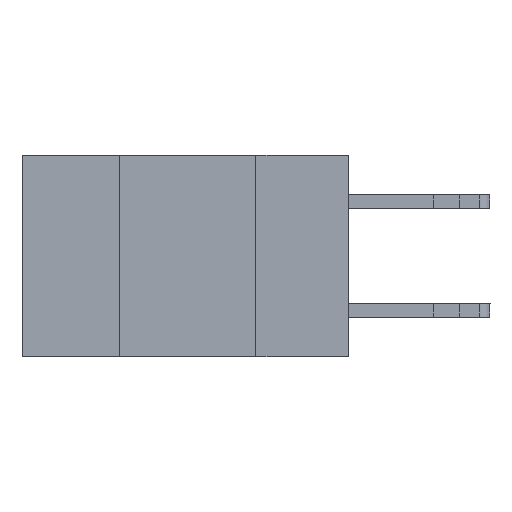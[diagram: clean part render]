
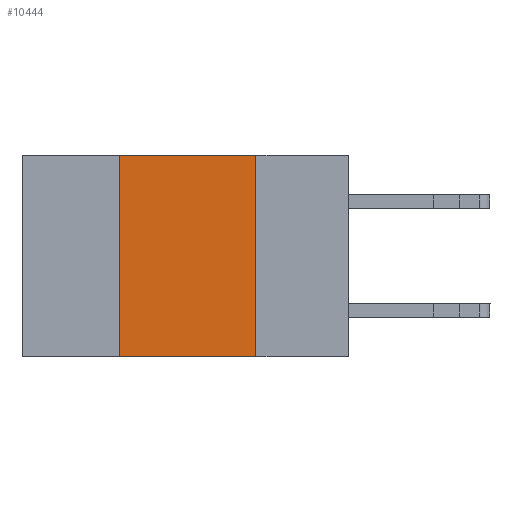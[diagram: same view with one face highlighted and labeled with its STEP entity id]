
A CAD part, left-side view. The second image highlights one B-rep face of the part: STEP entity #10444.
In plain terms, the highlighted planar face has unit normal (-1, 0, 0).
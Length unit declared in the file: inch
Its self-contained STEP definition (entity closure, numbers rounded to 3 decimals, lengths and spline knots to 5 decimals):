
#73 = ORIENTED_EDGE ( 'NONE', *, *, #10046, .F. ) ;
#1052 = ORIENTED_EDGE ( 'NONE', *, *, #17638, .F. ) ;
#1082 = FACE_OUTER_BOUND ( 'NONE', #6349, .T. ) ;
#1364 = CARTESIAN_POINT ( 'NONE',  ( 0., 0.6, 0. ) ) ;
#1658 = VERTEX_POINT ( 'NONE', #14491 ) ;
#1950 = VECTOR ( 'NONE', #6735, 39.37008 ) ;
#2015 = CARTESIAN_POINT ( 'NONE',  ( 0., 0.17, -0.37 ) ) ;
#2839 = PLANE ( 'NONE',  #11968 ) ;
#3573 = CARTESIAN_POINT ( 'NONE',  ( 0., 0.42, -0.37 ) ) ;
#4317 = VERTEX_POINT ( 'NONE', #10137 ) ;
#4924 = ORIENTED_EDGE ( 'NONE', *, *, #11369, .T. ) ;
#5757 = CARTESIAN_POINT ( 'NONE',  ( 0., 0.42, 0. ) ) ;
#5924 = EDGE_CURVE ( 'NONE', #14349, #1658, #9509, .T. ) ;
#6349 = EDGE_LOOP ( 'NONE', ( #73, #15239, #1052, #4924 ) ) ;
#6605 = CARTESIAN_POINT ( 'NONE',  ( 0., 0.6, 0. ) ) ;
#6735 = DIRECTION ( 'NONE',  ( 0., -1., 0. ) ) ;
#7143 = DIRECTION ( 'NONE',  ( 0., 0., -1. ) ) ;
#8205 = LINE ( 'NONE', #3573, #16098 ) ;
#8833 = VERTEX_POINT ( 'NONE', #2015 ) ;
#9136 = DIRECTION ( 'NONE',  ( 0., -1., 0. ) ) ;
#9509 = LINE ( 'NONE', #6605, #1950 ) ;
#9731 = VECTOR ( 'NONE', #9136, 39.37008 ) ;
#10046 = EDGE_CURVE ( 'NONE', #1658, #8833, #11588, .T. ) ;
#10137 = CARTESIAN_POINT ( 'NONE',  ( 0., 0.42, -0.37 ) ) ;
#10444 = ADVANCED_FACE ( 'NONE', ( #1082 ), #2839, .F. ) ;
#11149 = VECTOR ( 'NONE', #14730, 39.37008 ) ;
#11369 = EDGE_CURVE ( 'NONE', #4317, #8833, #17161, .T. ) ;
#11588 = LINE ( 'NONE', #17480, #11149 ) ;
#11968 = AXIS2_PLACEMENT_3D ( 'NONE', #1364, #15535, #7143 ) ;
#13428 = DIRECTION ( 'NONE',  ( 0., 0., 1. ) ) ;
#14349 = VERTEX_POINT ( 'NONE', #5757 ) ;
#14491 = CARTESIAN_POINT ( 'NONE',  ( 0., 0.17, 0. ) ) ;
#14730 = DIRECTION ( 'NONE',  ( 0., 0., -1. ) ) ;
#15239 = ORIENTED_EDGE ( 'NONE', *, *, #5924, .F. ) ;
#15535 = DIRECTION ( 'NONE',  ( 1., 0., 0. ) ) ;
#16098 = VECTOR ( 'NONE', #13428, 39.37008 ) ;
#17161 = LINE ( 'NONE', #17506, #9731 ) ;
#17480 = CARTESIAN_POINT ( 'NONE',  ( 0., 0.17, -0.37 ) ) ;
#17506 = CARTESIAN_POINT ( 'NONE',  ( 0., 0.6, -0.37 ) ) ;
#17638 = EDGE_CURVE ( 'NONE', #4317, #14349, #8205, .T. ) ;
